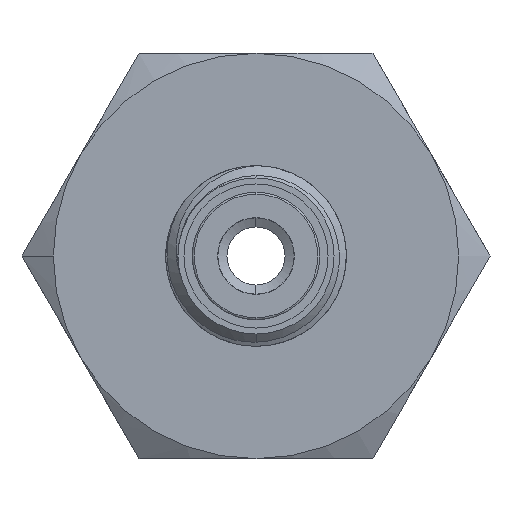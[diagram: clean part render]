
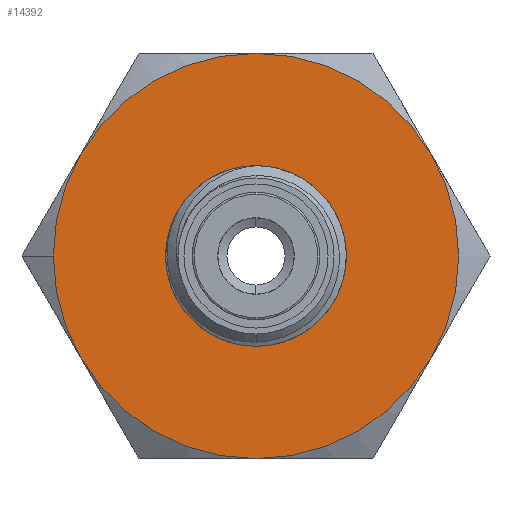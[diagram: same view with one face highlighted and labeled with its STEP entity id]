
A CAD part, left-side view. The second image highlights one B-rep face of the part: STEP entity #14392.
In plain terms, the highlighted planar face has unit normal (-1, 0, 0).
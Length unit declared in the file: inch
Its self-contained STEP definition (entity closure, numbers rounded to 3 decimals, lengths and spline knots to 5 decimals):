
#2 = CIRCLE ( 'NONE', #10000, 0.625 ) ;
#84 = VERTEX_POINT ( 'NONE', #10986 ) ;
#87 = VERTEX_POINT ( 'NONE', #6249 ) ;
#286 = ORIENTED_EDGE ( 'NONE', *, *, #8359, .T. ) ;
#307 = EDGE_CURVE ( 'NONE', #84, #8184, #14140, .T. ) ;
#490 = CIRCLE ( 'NONE', #908, 0.26325 ) ;
#540 = EDGE_CURVE ( 'NONE', #8481, #2574, #4409, .T. ) ;
#615 = CARTESIAN_POINT ( 'NONE',  ( -0.18, 0., -0.625 ) ) ;
#838 = DIRECTION ( 'NONE',  ( 0., -1., 0. ) ) ;
#839 = CARTESIAN_POINT ( 'NONE',  ( -0.18, 0., -0.26325 ) ) ;
#908 = AXIS2_PLACEMENT_3D ( 'NONE', #8529, #7186, #1452 ) ;
#1142 = ORIENTED_EDGE ( 'NONE', *, *, #5504, .T. ) ;
#1228 = DIRECTION ( 'NONE',  ( 0., 0., 1. ) ) ;
#1452 = DIRECTION ( 'NONE',  ( 0., 0., -1. ) ) ;
#1650 = ORIENTED_EDGE ( 'NONE', *, *, #307, .T. ) ;
#1749 = DIRECTION ( 'NONE',  ( -1., 0., 0. ) ) ;
#1998 = DIRECTION ( 'NONE',  ( 0., -1., 0. ) ) ;
#2025 = CARTESIAN_POINT ( 'NONE',  ( -0.18, 0.54127, 0.3125 ) ) ;
#2384 = AXIS2_PLACEMENT_3D ( 'NONE', #3755, #2675, #7205 ) ;
#2475 = VERTEX_POINT ( 'NONE', #7810 ) ;
#2574 = VERTEX_POINT ( 'NONE', #9975 ) ;
#2675 = DIRECTION ( 'NONE',  ( -1., 0., 0. ) ) ;
#2874 = ORIENTED_EDGE ( 'NONE', *, *, #13858, .T. ) ;
#3030 = DIRECTION ( 'NONE',  ( -1., 0., 0. ) ) ;
#3503 = ORIENTED_EDGE ( 'NONE', *, *, #540, .T. ) ;
#3755 = CARTESIAN_POINT ( 'NONE',  ( -0.18, 0., 0. ) ) ;
#4071 = ORIENTED_EDGE ( 'NONE', *, *, #11542, .T. ) ;
#4409 = CIRCLE ( 'NONE', #10119, 0.625 ) ;
#4513 = DIRECTION ( 'NONE',  ( -1., 0., 0. ) ) ;
#4763 = DIRECTION ( 'NONE',  ( 0., -1., 0. ) ) ;
#4816 = CARTESIAN_POINT ( 'NONE',  ( -0.18, 0.26325, 0. ) ) ;
#4868 = CIRCLE ( 'NONE', #2384, 0.625 ) ;
#4900 = EDGE_CURVE ( 'NONE', #2475, #8481, #11312, .T. ) ;
#5440 = EDGE_LOOP ( 'NONE', ( #15003, #2874 ) ) ;
#5504 = EDGE_CURVE ( 'NONE', #2574, #84, #9874, .T. ) ;
#5653 = FACE_OUTER_BOUND ( 'NONE', #12790, .T. ) ;
#5782 = DIRECTION ( 'NONE',  ( -1., 0., 0. ) ) ;
#5961 = CARTESIAN_POINT ( 'NONE',  ( -0.18, 0., 0.26325 ) ) ;
#6213 = ORIENTED_EDGE ( 'NONE', *, *, #4900, .T. ) ;
#6249 = CARTESIAN_POINT ( 'NONE',  ( -0.18, 0.625, 0. ) ) ;
#7144 = CARTESIAN_POINT ( 'NONE',  ( -0.18, 0., 0. ) ) ;
#7186 = DIRECTION ( 'NONE',  ( 1., 0., 0. ) ) ;
#7205 = DIRECTION ( 'NONE',  ( 0., -1., 0. ) ) ;
#7810 = CARTESIAN_POINT ( 'NONE',  ( -0.18, 0.54127, -0.3125 ) ) ;
#8184 = VERTEX_POINT ( 'NONE', #12707 ) ;
#8359 = EDGE_CURVE ( 'NONE', #87, #2475, #4868, .T. ) ;
#8431 = DIRECTION ( 'NONE',  ( -1., 0., 0. ) ) ;
#8478 = DIRECTION ( 'NONE',  ( 0., 0., -1. ) ) ;
#8481 = VERTEX_POINT ( 'NONE', #615 ) ;
#8529 = CARTESIAN_POINT ( 'NONE',  ( -0.18, 0., 0. ) ) ;
#8965 = VERTEX_POINT ( 'NONE', #839 ) ;
#9070 = CARTESIAN_POINT ( 'NONE',  ( -0.18, 0., 0. ) ) ;
#9317 = FACE_BOUND ( 'NONE', #5440, .T. ) ;
#9486 = AXIS2_PLACEMENT_3D ( 'NONE', #10654, #14152, #4763 ) ;
#9502 = DIRECTION ( 'NONE',  ( 0., -1., 0. ) ) ;
#9603 = DIRECTION ( 'NONE',  ( 1., 0., 0. ) ) ;
#9874 = CIRCLE ( 'NONE', #11450, 0.625 ) ;
#9975 = CARTESIAN_POINT ( 'NONE',  ( -0.18, -0.54127, -0.3125 ) ) ;
#10000 = AXIS2_PLACEMENT_3D ( 'NONE', #12211, #1749, #14771 ) ;
#10119 = AXIS2_PLACEMENT_3D ( 'NONE', #7144, #8431, #9502 ) ;
#10131 = CARTESIAN_POINT ( 'NONE',  ( -0.18, 0., 0. ) ) ;
#10212 = CARTESIAN_POINT ( 'NONE',  ( -0.18, 0., 0. ) ) ;
#10593 = VERTEX_POINT ( 'NONE', #2025 ) ;
#10609 = CIRCLE ( 'NONE', #14422, 0.26325 ) ;
#10654 = CARTESIAN_POINT ( 'NONE',  ( -0.18, 0., 0. ) ) ;
#10697 = PLANE ( 'NONE',  #12839 ) ;
#10986 = CARTESIAN_POINT ( 'NONE',  ( -0.18, -0.54127, 0.3125 ) ) ;
#11312 = CIRCLE ( 'NONE', #14191, 0.625 ) ;
#11450 = AXIS2_PLACEMENT_3D ( 'NONE', #10131, #3030, #14999 ) ;
#11542 = EDGE_CURVE ( 'NONE', #10593, #87, #12728, .T. ) ;
#11702 = EDGE_CURVE ( 'NONE', #8184, #10593, #2, .T. ) ;
#12064 = VERTEX_POINT ( 'NONE', #5961 ) ;
#12211 = CARTESIAN_POINT ( 'NONE',  ( -0.18, 0., 0. ) ) ;
#12707 = CARTESIAN_POINT ( 'NONE',  ( -0.18, 0., 0.625 ) ) ;
#12728 = CIRCLE ( 'NONE', #9486, 0.625 ) ;
#12790 = EDGE_LOOP ( 'NONE', ( #1650, #14807, #4071, #286, #6213, #3503, #1142 ) ) ;
#12839 = AXIS2_PLACEMENT_3D ( 'NONE', #4816, #5782, #1228 ) ;
#13570 = AXIS2_PLACEMENT_3D ( 'NONE', #9070, #14965, #1998 ) ;
#13858 = EDGE_CURVE ( 'NONE', #12064, #8965, #10609, .T. ) ;
#13935 = EDGE_CURVE ( 'NONE', #8965, #12064, #490, .T. ) ;
#14140 = CIRCLE ( 'NONE', #13570, 0.625 ) ;
#14152 = DIRECTION ( 'NONE',  ( -1., 0., 0. ) ) ;
#14191 = AXIS2_PLACEMENT_3D ( 'NONE', #10212, #4513, #838 ) ;
#14326 = CARTESIAN_POINT ( 'NONE',  ( -0.18, 0., 0. ) ) ;
#14392 = ADVANCED_FACE ( 'NONE', ( #9317, #5653 ), #10697, .T. ) ;
#14422 = AXIS2_PLACEMENT_3D ( 'NONE', #14326, #9603, #8478 ) ;
#14771 = DIRECTION ( 'NONE',  ( 0., -1., 0. ) ) ;
#14807 = ORIENTED_EDGE ( 'NONE', *, *, #11702, .T. ) ;
#14965 = DIRECTION ( 'NONE',  ( -1., 0., 0. ) ) ;
#14999 = DIRECTION ( 'NONE',  ( 0., -1., 0. ) ) ;
#15003 = ORIENTED_EDGE ( 'NONE', *, *, #13935, .T. ) ;
